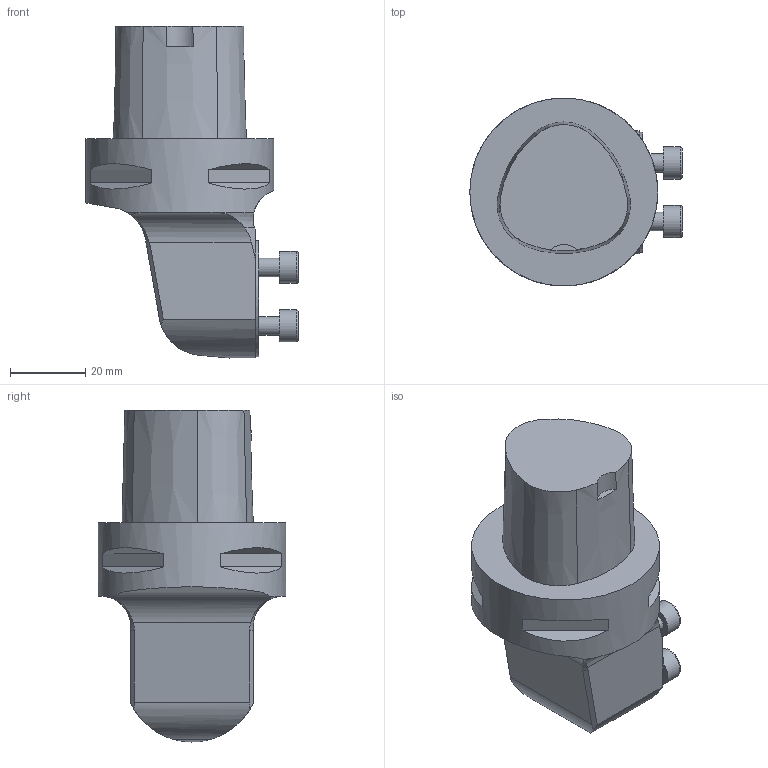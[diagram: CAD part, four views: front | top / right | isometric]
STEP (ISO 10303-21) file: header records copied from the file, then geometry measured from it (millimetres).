
FILE_DESCRIPTION(/* description */ (''),/* implementation_level */ '2;1');
FILE_NAME(/* name */ '1524211153871.stp',/* time_stamp */ '2018-04-20T09:59:23+02:00',/* author */ (''),/* organization */ ('SMS'),/* preprocessor_version */ 'ST-DEVELOPER v15',/* originating_system */ 'SIEMENS PLM Software NX 8.5',/* authorisation */ '');
FILE_SCHEMA (('AUTOMOTIVE_DESIGN { 1 0 10303 214 3 1 1 1 }'));
Length unit declared in the file: millimetre
Products named in the file (1): 112030174mod000_00
Bounding box: 56.48 x 50 x 88.3 mm (x, y, z)
Volume: 98807.7 mm3; surface area: 15052.2 mm2
Topology: 1 solids, 1 shells, 70 faces, 166 edges, 115 vertices
Faces by surface type: plane 35, cylinder 19, torus 8, cone 8
Full cylindrical faces by diameter (mm): 5 x4, 8.5 x4, 50 x1
Entity records: 2040 total; most frequent: CARTESIAN_POINT 459, DIRECTION 325, ORIENTED_EDGE 288, EDGE_CURVE 144, AXIS2_PLACEMENT_3D 140, VERTEX_POINT 103, EDGE_LOOP 97, ADVANCED_FACE 70
